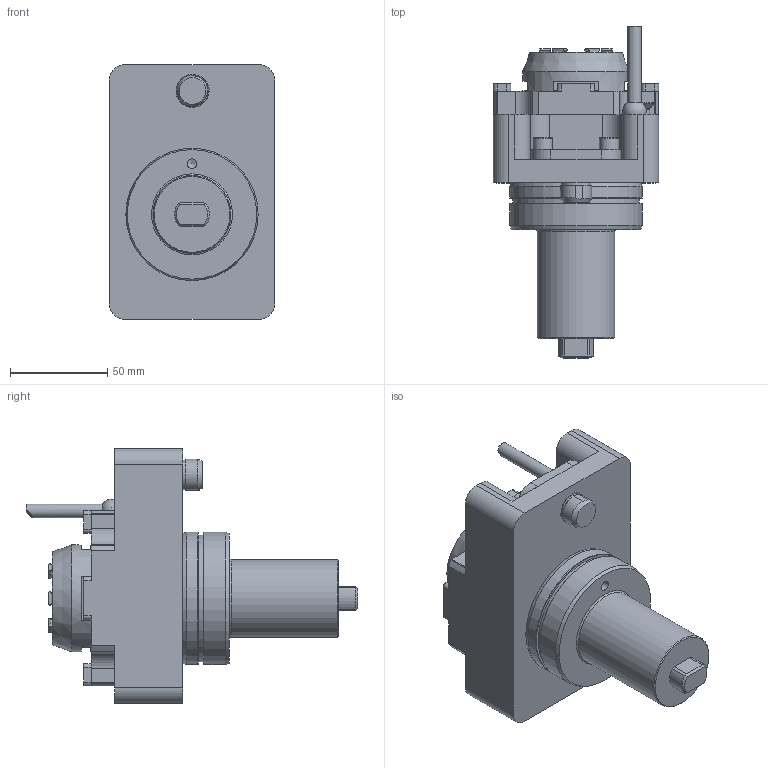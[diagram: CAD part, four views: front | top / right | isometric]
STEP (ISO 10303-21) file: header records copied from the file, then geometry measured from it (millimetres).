
FILE_DESCRIPTION (( 'STEP AP214' ), '1' );
FILE_NAME ('RAPPH32I131US68.STEP', '2026-01-19T07:00:35', ( '' ), ( '' ), 'SwSTEP 2.0', 'SolidWorks 2023', '' );
FILE_SCHEMA (( 'AUTOMOTIVE_DESIGN' ));
Length unit declared in the file: millimetre
Products named in the file (1): RAPPH32I131US68
Bounding box: 85 x 170.5 x 131 mm (x, y, z)
Volume: 668974.6 mm3; surface area: 73591.7 mm2
Topology: 8 solids, 8 shells, 716 faces, 1877 edges, 1247 vertices
Faces by surface type: plane 354, bspline 192, cylinder 132, cone 28, torus 8, sphere 2
Full cylindrical faces by diameter (mm): 1.7 x1, 2.1 x1, 4 x2, 5 x1, 6 x3, 6.366 x1, 7 x2, 10 x4, 11.57 x1, 15.2 x2, 16.5 x1, 17 x1, 21.5 x1, 27 x1, 33.448 x1, 37.5 x1, 40 x2, 55 x1, 65 x1, 68 x2
Entity records: 34475 total; most frequent: CARTESIAN_POINT 15003, ORIENTED_EDGE 3560, DIRECTION 2703, EDGE_CURVE 1780, VERTEX_POINT 1215, LINE 917, VECTOR 917, AXIS2_PLACEMENT_3D 893
